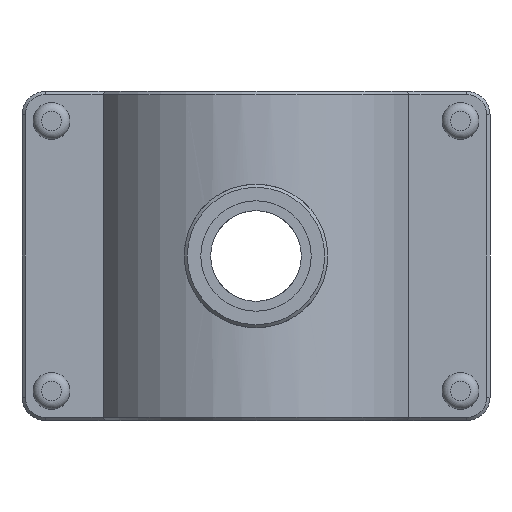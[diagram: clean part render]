
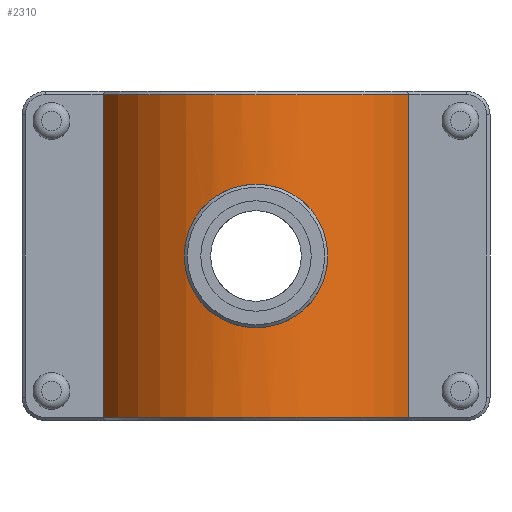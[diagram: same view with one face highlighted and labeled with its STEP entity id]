
A CAD part, front view. The second image highlights one B-rep face of the part: STEP entity #2310.
In plain terms, the highlighted cylindrical face has radius 60.5 mm (diameter 121 mm), a partial arc.
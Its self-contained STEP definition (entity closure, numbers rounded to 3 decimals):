
#165=LINE('',#4010,#353);
#166=LINE('',#4012,#354);
#353=VECTOR('',#3043,113.8);
#354=VECTOR('',#3046,113.8);
#576=CIRCLE('',#2503,60.5);
#577=CIRCLE('',#2506,60.5);
#644=FACE_BOUND('',#950,.T.);
#769=FACE_OUTER_BOUND('',#949,.T.);
#949=EDGE_LOOP('',(#1913,#1914,#1915,#1916));
#950=EDGE_LOOP('',(#1917));
#1038=B_SPLINE_CURVE_WITH_KNOTS('',3,(#3357,#3358,#3359,#3360,#3361,#3362,
#3363,#3364,#3365,#3366,#3367,#3368,#3369,#3370,#3371,#3372,#3373,#3374,
#3375,#3376,#3377,#3378,#3379,#3380,#3381,#3382,#3383,#3384,#3385,#3386,
#3387,#3388,#3389,#3390,#3391,#3392,#3393,#3394,#3395,#3396,#3397,#3398,
#3399,#3400,#3401,#3402,#3403,#3404,#3405,#3406,#3407,#3408,#3409,#3410,
#3411,#3412,#3413,#3414,#3415,#3416,#3417,#3418,#3419,#3420,#3421,#3422),
 .UNSPECIFIED.,.T.,.F.,(4,2,2,2,2,2,2,2,2,2,2,2,2,2,2,2,2,2,2,2,2,2,2,2,
2,2,2,2,2,2,2,2,4),(0.,0.303,0.606,0.909,
1.212,1.515,1.818,2.12,2.423,
2.726,3.029,3.332,3.635,3.938,
4.241,4.544,4.847,5.149,5.452,
5.755,6.058,6.361,6.664,6.967,
7.27,7.573,7.876,8.178,8.481,
8.784,9.087,9.39,9.693),
 .UNSPECIFIED.);
#1054=VERTEX_POINT('',#3356);
#1181=VERTEX_POINT('',#3950);
#1182=VERTEX_POINT('',#3955);
#1183=VERTEX_POINT('',#3962);
#1185=VERTEX_POINT('',#3971);
#1262=EDGE_CURVE('',#1054,#1054,#1038,.T.);
#1438=EDGE_CURVE('',#1181,#1182,#576,.T.);
#1444=EDGE_CURVE('',#1185,#1183,#577,.T.);
#1461=EDGE_CURVE('',#1181,#1183,#165,.T.);
#1462=EDGE_CURVE('',#1182,#1185,#166,.T.);
#1913=ORIENTED_EDGE('',*,*,#1438,.F.);
#1914=ORIENTED_EDGE('',*,*,#1461,.T.);
#1915=ORIENTED_EDGE('',*,*,#1444,.F.);
#1916=ORIENTED_EDGE('',*,*,#1462,.F.);
#1917=ORIENTED_EDGE('',*,*,#1262,.T.);
#2201=CYLINDRICAL_SURFACE('',#2521,60.5);
#2310=ADVANCED_FACE('',(#769,#644),#2201,.T.);
#2503=AXIS2_PLACEMENT_3D('',#3956,#2993,#2994);
#2506=AXIS2_PLACEMENT_3D('',#3976,#3001,#3002);
#2521=AXIS2_PLACEMENT_3D('',#4011,#3044,#3045);
#2993=DIRECTION('center_axis',(0.,0.,-1.));
#2994=DIRECTION('ref_axis',(1.,0.,0.));
#3001=DIRECTION('center_axis',(0.,0.,1.));
#3002=DIRECTION('ref_axis',(1.,0.,0.));
#3043=DIRECTION('',(0.,0.,1.));
#3044=DIRECTION('center_axis',(0.,0.,1.));
#3045=DIRECTION('ref_axis',(1.,0.,0.));
#3046=DIRECTION('',(0.,0.,1.));
#3356=CARTESIAN_POINT('',(-16.,-58.346,0.));
#3357=CARTESIAN_POINT('Ctrl Pts',(-16.,-58.346,0.));
#3358=CARTESIAN_POINT('Ctrl Pts',(-16.,-58.346,1.01));
#3359=CARTESIAN_POINT('Ctrl Pts',(-15.903,-58.373,2.052));
#3360=CARTESIAN_POINT('Ctrl Pts',(-15.496,-58.482,4.123));
#3361=CARTESIAN_POINT('Ctrl Pts',(-15.185,-58.565,5.152));
#3362=CARTESIAN_POINT('Ctrl Pts',(-14.368,-58.771,7.121));
#3363=CARTESIAN_POINT('Ctrl Pts',(-13.859,-58.894,8.064));
#3364=CARTESIAN_POINT('Ctrl Pts',(-12.686,-59.158,9.806));
#3365=CARTESIAN_POINT('Ctrl Pts',(-12.021,-59.298,10.606));
#3366=CARTESIAN_POINT('Ctrl Pts',(-10.606,-59.567,12.021));
#3367=CARTESIAN_POINT('Ctrl Pts',(-9.807,-59.706,12.686));
#3368=CARTESIAN_POINT('Ctrl Pts',(-8.064,-59.967,13.859));
#3369=CARTESIAN_POINT('Ctrl Pts',(-7.121,-60.088,14.368));
#3370=CARTESIAN_POINT('Ctrl Pts',(-5.151,-60.288,15.186));
#3371=CARTESIAN_POINT('Ctrl Pts',(-4.123,-60.368,15.496));
#3372=CARTESIAN_POINT('Ctrl Pts',(-2.052,-60.474,15.903));
#3373=CARTESIAN_POINT('Ctrl Pts',(-1.01,-60.5,16.));
#3374=CARTESIAN_POINT('Ctrl Pts',(1.01,-60.5,16.));
#3375=CARTESIAN_POINT('Ctrl Pts',(2.052,-60.474,15.903));
#3376=CARTESIAN_POINT('Ctrl Pts',(4.123,-60.368,15.496));
#3377=CARTESIAN_POINT('Ctrl Pts',(5.151,-60.288,15.186));
#3378=CARTESIAN_POINT('Ctrl Pts',(7.121,-60.088,14.368));
#3379=CARTESIAN_POINT('Ctrl Pts',(8.064,-59.967,13.859));
#3380=CARTESIAN_POINT('Ctrl Pts',(9.807,-59.706,12.686));
#3381=CARTESIAN_POINT('Ctrl Pts',(10.606,-59.567,12.021));
#3382=CARTESIAN_POINT('Ctrl Pts',(12.021,-59.298,10.606));
#3383=CARTESIAN_POINT('Ctrl Pts',(12.686,-59.158,9.806));
#3384=CARTESIAN_POINT('Ctrl Pts',(13.859,-58.894,8.064));
#3385=CARTESIAN_POINT('Ctrl Pts',(14.368,-58.771,7.121));
#3386=CARTESIAN_POINT('Ctrl Pts',(15.185,-58.565,5.152));
#3387=CARTESIAN_POINT('Ctrl Pts',(15.496,-58.482,4.123));
#3388=CARTESIAN_POINT('Ctrl Pts',(15.903,-58.373,2.052));
#3389=CARTESIAN_POINT('Ctrl Pts',(16.,-58.346,1.01));
#3390=CARTESIAN_POINT('Ctrl Pts',(16.,-58.346,-1.01));
#3391=CARTESIAN_POINT('Ctrl Pts',(15.903,-58.373,-2.052));
#3392=CARTESIAN_POINT('Ctrl Pts',(15.496,-58.482,-4.123));
#3393=CARTESIAN_POINT('Ctrl Pts',(15.185,-58.565,-5.152));
#3394=CARTESIAN_POINT('Ctrl Pts',(14.368,-58.771,-7.121));
#3395=CARTESIAN_POINT('Ctrl Pts',(13.859,-58.894,-8.064));
#3396=CARTESIAN_POINT('Ctrl Pts',(12.686,-59.158,-9.806));
#3397=CARTESIAN_POINT('Ctrl Pts',(12.021,-59.298,-10.606));
#3398=CARTESIAN_POINT('Ctrl Pts',(10.606,-59.567,-12.021));
#3399=CARTESIAN_POINT('Ctrl Pts',(9.807,-59.706,-12.686));
#3400=CARTESIAN_POINT('Ctrl Pts',(8.064,-59.967,-13.859));
#3401=CARTESIAN_POINT('Ctrl Pts',(7.121,-60.088,-14.368));
#3402=CARTESIAN_POINT('Ctrl Pts',(5.151,-60.288,-15.186));
#3403=CARTESIAN_POINT('Ctrl Pts',(4.123,-60.368,-15.496));
#3404=CARTESIAN_POINT('Ctrl Pts',(2.052,-60.474,-15.903));
#3405=CARTESIAN_POINT('Ctrl Pts',(1.01,-60.5,-16.));
#3406=CARTESIAN_POINT('Ctrl Pts',(-1.01,-60.5,-16.));
#3407=CARTESIAN_POINT('Ctrl Pts',(-2.052,-60.474,-15.903));
#3408=CARTESIAN_POINT('Ctrl Pts',(-4.123,-60.368,-15.496));
#3409=CARTESIAN_POINT('Ctrl Pts',(-5.151,-60.288,-15.186));
#3410=CARTESIAN_POINT('Ctrl Pts',(-7.121,-60.088,-14.368));
#3411=CARTESIAN_POINT('Ctrl Pts',(-8.064,-59.967,-13.859));
#3412=CARTESIAN_POINT('Ctrl Pts',(-9.807,-59.706,-12.686));
#3413=CARTESIAN_POINT('Ctrl Pts',(-10.606,-59.567,-12.021));
#3414=CARTESIAN_POINT('Ctrl Pts',(-12.021,-59.298,-10.606));
#3415=CARTESIAN_POINT('Ctrl Pts',(-12.686,-59.158,-9.806));
#3416=CARTESIAN_POINT('Ctrl Pts',(-13.859,-58.894,-8.064));
#3417=CARTESIAN_POINT('Ctrl Pts',(-14.368,-58.771,-7.121));
#3418=CARTESIAN_POINT('Ctrl Pts',(-15.185,-58.565,-5.152));
#3419=CARTESIAN_POINT('Ctrl Pts',(-15.496,-58.482,-4.123));
#3420=CARTESIAN_POINT('Ctrl Pts',(-15.903,-58.373,-2.052));
#3421=CARTESIAN_POINT('Ctrl Pts',(-16.,-58.346,-1.01));
#3422=CARTESIAN_POINT('Ctrl Pts',(-16.,-58.346,0.));
#3950=CARTESIAN_POINT('',(53.889,-27.5,-56.9));
#3955=CARTESIAN_POINT('',(-53.889,-27.5,-56.9));
#3956=CARTESIAN_POINT('Origin',(0.,0.,-56.9));
#3962=CARTESIAN_POINT('',(53.889,-27.5,56.9));
#3971=CARTESIAN_POINT('',(-53.889,-27.5,56.9));
#3976=CARTESIAN_POINT('Origin',(0.,0.,56.9));
#4010=CARTESIAN_POINT('',(53.889,-27.5,0.));
#4011=CARTESIAN_POINT('Origin',(0.,0.,0.));
#4012=CARTESIAN_POINT('',(-53.889,-27.5,0.));
